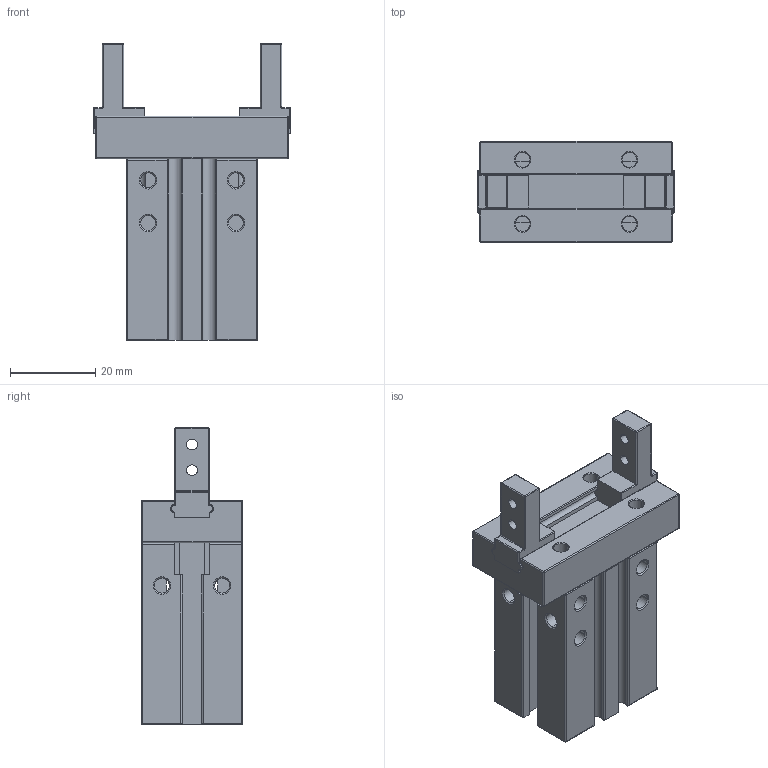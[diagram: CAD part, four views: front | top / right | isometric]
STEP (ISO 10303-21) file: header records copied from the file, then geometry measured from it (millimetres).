
FILE_DESCRIPTION (( 'STEP AP203' ), '1' );
FILE_NAME ('NMHZ2-16D.STEP', '2021-09-27T17:30:12', ( '' ), ( '' ), 'SwSTEP 2.0', 'SolidWorks 2018', '' );
FILE_SCHEMA (( 'CONFIG_CONTROL_DESIGN' ));
Length unit declared in the file: millimetre
Products named in the file (4): NMHZ2-16D air claw; NMHZ2-16D cylinder; NMHZ2-16D; NMHZ2-16D Slipway
Assembly tree (4 placements, depth 2):
  NMHZ2-16D
    NMHZ2-16D cylinder
    NMHZ2-16D Slipway
    NMHZ2-16D air claw  x2
Bounding box: 46 x 23.6 x 69.5 mm (x, y, z)
Volume: 27241.6 mm3; surface area: 17365.5 mm2
Topology: 4 solids, 4 shells, 380 faces, 953 edges, 567 vertices
Faces by surface type: cylinder 184, plane 106, cone 44, sphere 26, torus 20
Entity records: 10326 total; most frequent: CARTESIAN_POINT 1929, DIRECTION 1788, ORIENTED_EDGE 1610, EDGE_CURVE 805, AXIS2_PLACEMENT_3D 692, VERTEX_POINT 497, VECTOR 404, LINE 404
